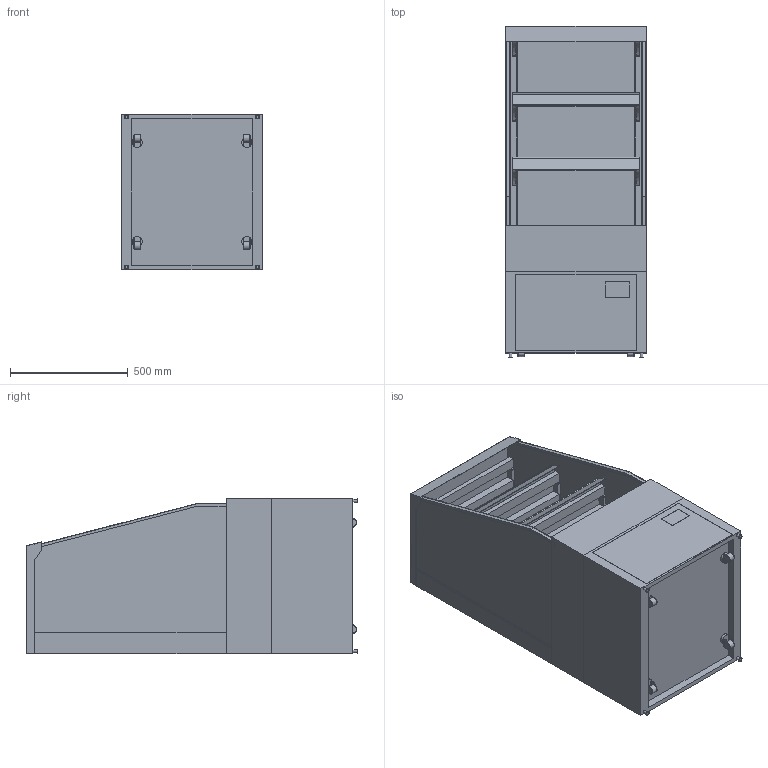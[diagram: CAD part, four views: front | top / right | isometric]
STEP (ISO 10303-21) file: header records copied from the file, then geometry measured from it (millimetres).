
FILE_DESCRIPTION(/* description */ ('vereinfachtes Modell '),/* implementation_level */ '2;1');
FILE_NAME(/* name */ '3D-AKE-00007045.stp',/* time_stamp */ '2024-11-04T10:42:16+01:00',/* author */ ('marina.schachner'),/* organization */ (''),/* preprocessor_version */ 'ST-DEVELOPER v20',/* originating_system */ 'Autodesk Inventor 2024',/* authorisation */ '');
FILE_SCHEMA (('AUTOMOTIVE_DESIGN { 1 0 10303 214 3 1 1 }'));
Length unit declared in the file: millimetre
Products named in the file (1): 3D-AKE-00007045
Bounding box: 600 x 1410 x 662 mm (x, y, z)
Volume: 211162852.3 mm3; surface area: 11963275.4 mm2
Topology: 58 solids, 58 shells, 413 faces, 864 edges, 574 vertices
Faces by surface type: plane 339, cylinder 74
Full cylindrical faces by diameter (mm): 4 x2, 10 x10, 12 x4, 18 x4, 33 x4, 43 x4
Entity records: 10910 total; most frequent: CARTESIAN_POINT 1852, DIRECTION 1840, ORIENTED_EDGE 1728, EDGE_CURVE 864, LINE 716, VECTOR 716, VERTEX_POINT 574, AXIS2_PLACEMENT_3D 562
